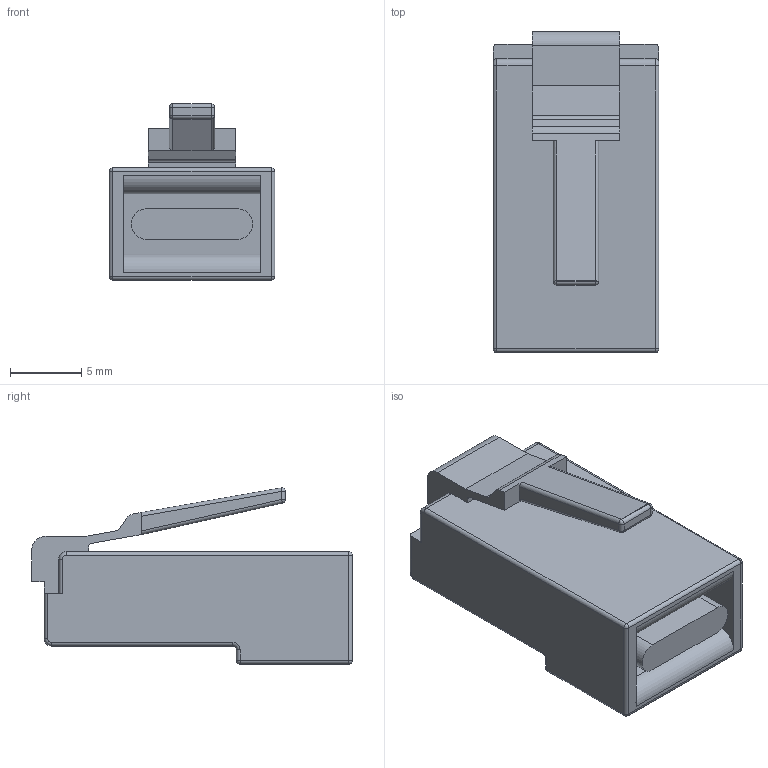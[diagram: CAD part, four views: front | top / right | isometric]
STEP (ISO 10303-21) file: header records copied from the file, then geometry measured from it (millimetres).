
FILE_DESCRIPTION (( 'STEP AP214' ), '1' );
FILE_NAME ('User Library-rj45 male.STEP', '2020-08-14T11:08:01', ( '' ), ( '' ), 'SwSTEP 2.0', 'SolidWorks 2020', '' );
FILE_SCHEMA (( 'AUTOMOTIVE_DESIGN' ));
Length unit declared in the file: inch
Products named in the file (1): User Library-rj45 male
Bounding box: 11.61 x 22.48 x 12.36 mm (x, y, z)
Volume: 1563.4 mm3; surface area: 1822.2 mm2
Topology: 1 solids, 1 shells, 213 faces, 564 edges, 354 vertices
Faces by surface type: plane 149, cylinder 47, sphere 11, torus 6
Entity records: 7263 total; most frequent: CARTESIAN_POINT 1134, ORIENTED_EDGE 1108, DIRECTION 1075, EDGE_CURVE 554, LINE 453, VECTOR 453, VERTEX_POINT 354, AXIS2_PLACEMENT_3D 311
